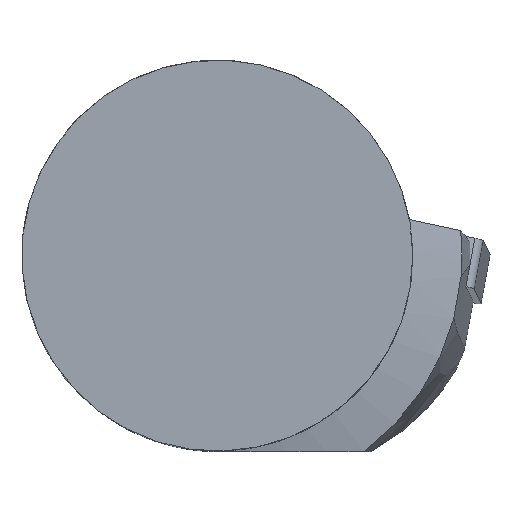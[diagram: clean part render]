
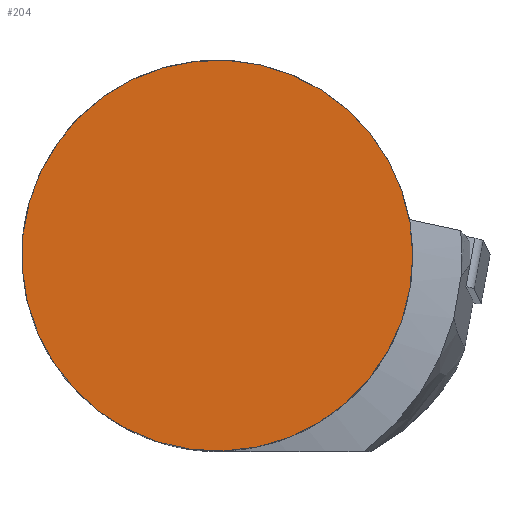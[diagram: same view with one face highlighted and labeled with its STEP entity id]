
A CAD part, top view. The second image highlights one B-rep face of the part: STEP entity #204.
In plain terms, the highlighted planar face has unit normal (0, 0, 1).
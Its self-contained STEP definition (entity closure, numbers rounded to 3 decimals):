
#141=CIRCLE('',#957,25.);
#204=ADVANCED_FACE('',(#272),#238,.T.);
#238=PLANE('',#993);
#272=FACE_OUTER_BOUND('',#312,.T.);
#312=EDGE_LOOP('',(#486));
#486=ORIENTED_EDGE('',*,*,#672,.T.);
#594=VERTEX_POINT('',#1384);
#672=EDGE_CURVE('',#594,#594,#141,.T.);
#957=AXIS2_PLACEMENT_3D('',#1383,#1085,#1086);
#993=AXIS2_PLACEMENT_3D('',#1484,#1181,#1182);
#1085=DIRECTION('',(0.,0.,1.));
#1086=DIRECTION('',(1.,0.,0.));
#1181=DIRECTION('',(0.,0.,1.));
#1182=DIRECTION('',(1.,0.,0.));
#1383=CARTESIAN_POINT('',(0.,0.,0.));
#1384=CARTESIAN_POINT('',(25.,0.,0.));
#1484=CARTESIAN_POINT('',(0.,0.,0.));
